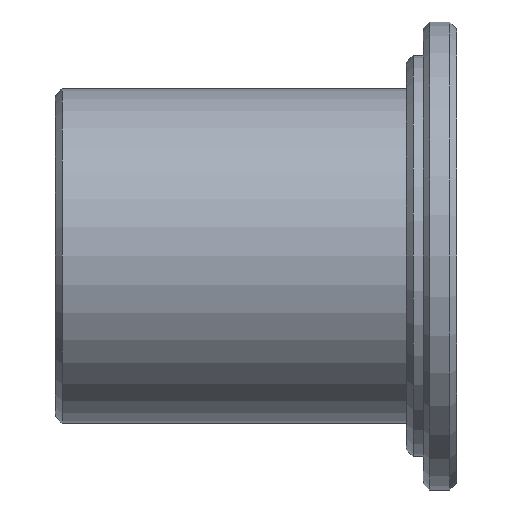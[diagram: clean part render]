
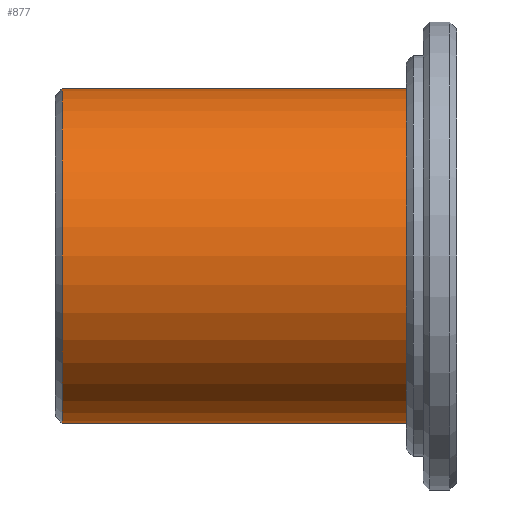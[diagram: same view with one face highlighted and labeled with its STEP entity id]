
A CAD part, left-side view. The second image highlights one B-rep face of the part: STEP entity #877.
In plain terms, the highlighted cylindrical face has radius 5 mm (diameter 10 mm), a partial arc.
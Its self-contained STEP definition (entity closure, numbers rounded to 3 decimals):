
#1 = CARTESIAN_POINT ( 'NONE',  ( 0., 12., 0. ) ) ;
#38 = DIRECTION ( 'NONE',  ( 0., 0., 1. ) ) ;
#106 = CARTESIAN_POINT ( 'NONE',  ( 0., 11.8, 0. ) ) ;
#157 = VERTEX_POINT ( 'NONE', #555 ) ;
#172 = AXIS2_PLACEMENT_3D ( 'NONE', #106, #474, #590 ) ;
#178 = EDGE_LOOP ( 'NONE', ( #393, #691, #340, #1005 ) ) ;
#193 = FACE_OUTER_BOUND ( 'NONE', #178, .T. ) ;
#233 = VERTEX_POINT ( 'NONE', #291 ) ;
#237 = EDGE_CURVE ( 'NONE', #233, #833, #775, .T. ) ;
#291 = CARTESIAN_POINT ( 'NONE',  ( 0., 11.8, -5. ) ) ;
#314 = CARTESIAN_POINT ( 'NONE',  ( 0., 1.5, -5. ) ) ;
#332 = DIRECTION ( 'NONE',  ( 0., -1., 0. ) ) ;
#340 = ORIENTED_EDGE ( 'NONE', *, *, #237, .T. ) ;
#393 = ORIENTED_EDGE ( 'NONE', *, *, #731, .F. ) ;
#403 = VECTOR ( 'NONE', #332, 1000. ) ;
#447 = AXIS2_PLACEMENT_3D ( 'NONE', #1, #1058, #719 ) ;
#474 = DIRECTION ( 'NONE',  ( 0., -1., 0. ) ) ;
#499 = CARTESIAN_POINT ( 'NONE',  ( 0., 12., -5. ) ) ;
#555 = CARTESIAN_POINT ( 'NONE',  ( 0., 11.8, 5. ) ) ;
#590 = DIRECTION ( 'NONE',  ( 0., 0., 1. ) ) ;
#593 = DIRECTION ( 'NONE',  ( 0., 1., 0. ) ) ;
#601 = CIRCLE ( 'NONE', #172, 5. ) ;
#614 = CARTESIAN_POINT ( 'NONE',  ( 0., 12., 5. ) ) ;
#668 = CYLINDRICAL_SURFACE ( 'NONE', #447, 5. ) ;
#669 = EDGE_CURVE ( 'NONE', #157, #233, #601, .T. ) ;
#690 = CARTESIAN_POINT ( 'NONE',  ( 0., 1.5, 0. ) ) ;
#691 = ORIENTED_EDGE ( 'NONE', *, *, #669, .T. ) ;
#719 = DIRECTION ( 'NONE',  ( 0., 0., -1. ) ) ;
#720 = AXIS2_PLACEMENT_3D ( 'NONE', #690, #593, #38 ) ;
#731 = EDGE_CURVE ( 'NONE', #157, #855, #1099, .T. ) ;
#775 = LINE ( 'NONE', #499, #857 ) ;
#833 = VERTEX_POINT ( 'NONE', #314 ) ;
#855 = VERTEX_POINT ( 'NONE', #995 ) ;
#857 = VECTOR ( 'NONE', #1156, 1000. ) ;
#877 = ADVANCED_FACE ( 'NONE', ( #193 ), #668, .T. ) ;
#995 = CARTESIAN_POINT ( 'NONE',  ( 0., 1.5, 5. ) ) ;
#996 = EDGE_CURVE ( 'NONE', #833, #855, #1067, .T. ) ;
#1005 = ORIENTED_EDGE ( 'NONE', *, *, #996, .T. ) ;
#1058 = DIRECTION ( 'NONE',  ( 0., -1., 0. ) ) ;
#1067 = CIRCLE ( 'NONE', #720, 5. ) ;
#1099 = LINE ( 'NONE', #614, #403 ) ;
#1156 = DIRECTION ( 'NONE',  ( 0., -1., 0. ) ) ;
